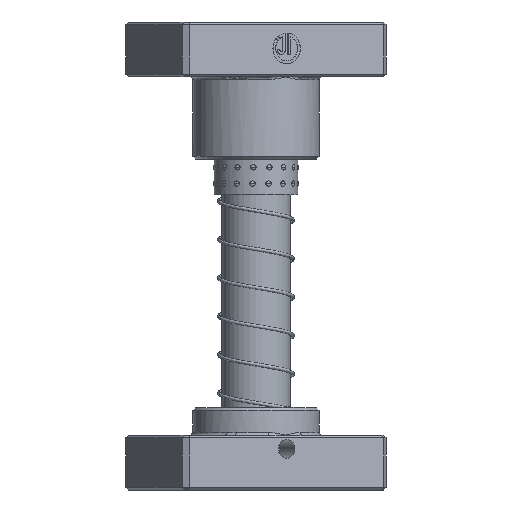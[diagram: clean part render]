
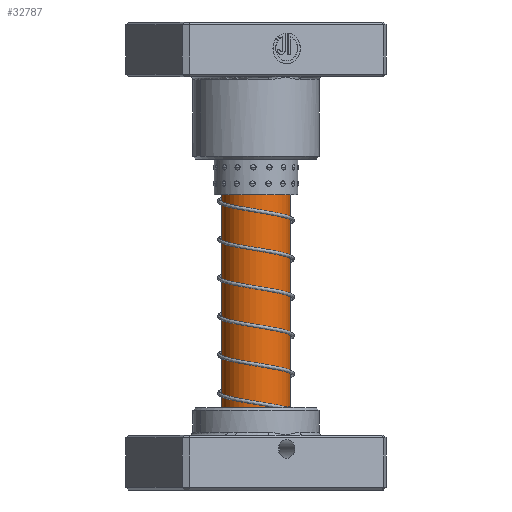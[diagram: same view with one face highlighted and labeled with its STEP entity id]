
A CAD part, front view. The second image highlights one B-rep face of the part: STEP entity #32787.
In plain terms, the highlighted cylindrical face has radius 12.5 mm (diameter 25 mm), a partial arc.
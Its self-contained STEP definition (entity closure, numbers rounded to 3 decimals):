
#245 = EDGE_CURVE ( 'NONE', #32247, #31241, #12506, .T. ) ;
#269 = CIRCLE ( 'NONE', #27322, 12.5 ) ;
#1379 = VERTEX_POINT ( 'NONE', #1718 ) ;
#1718 = CARTESIAN_POINT ( 'NONE',  ( -12.5, 0., 137.5 ) ) ;
#1999 = ORIENTED_EDGE ( 'NONE', *, *, #37381, .F. ) ;
#2329 = CARTESIAN_POINT ( 'NONE',  ( 0., 0., 137.5 ) ) ;
#2636 = DIRECTION ( 'NONE',  ( -1., 0., 0. ) ) ;
#4218 = CIRCLE ( 'NONE', #23599, 12.5 ) ;
#5712 = DIRECTION ( 'NONE',  ( 1., 0., 0. ) ) ;
#5750 = AXIS2_PLACEMENT_3D ( 'NONE', #22748, #42886, #25830 ) ;
#7300 = FACE_OUTER_BOUND ( 'NONE', #23832, .T. ) ;
#7751 = CARTESIAN_POINT ( 'NONE',  ( 12.5, 0., 140. ) ) ;
#8020 = CARTESIAN_POINT ( 'NONE',  ( -12.5, 0., 140. ) ) ;
#8309 = CARTESIAN_POINT ( 'NONE',  ( 12.5, 0., 19. ) ) ;
#9094 = CARTESIAN_POINT ( 'NONE',  ( 12.5, 0., 137.5 ) ) ;
#9323 = CYLINDRICAL_SURFACE ( 'NONE', #5750, 12.5 ) ;
#10342 = EDGE_CURVE ( 'NONE', #1379, #13248, #17181, .T. ) ;
#12506 = LINE ( 'NONE', #7751, #20427 ) ;
#13248 = VERTEX_POINT ( 'NONE', #43097 ) ;
#17181 = LINE ( 'NONE', #8020, #42994 ) ;
#20427 = VECTOR ( 'NONE', #23577, 1000. ) ;
#22748 = CARTESIAN_POINT ( 'NONE',  ( 0., 0., 140. ) ) ;
#22840 = DIRECTION ( 'NONE',  ( 0., 0., -1. ) ) ;
#23577 = DIRECTION ( 'NONE',  ( 0., 0., -1. ) ) ;
#23599 = AXIS2_PLACEMENT_3D ( 'NONE', #42974, #22840, #2636 ) ;
#23832 = EDGE_LOOP ( 'NONE', ( #38993, #27747, #24650, #1999 ) ) ;
#24650 = ORIENTED_EDGE ( 'NONE', *, *, #10342, .T. ) ;
#25830 = DIRECTION ( 'NONE',  ( -1., 0., 0. ) ) ;
#25890 = DIRECTION ( 'NONE',  ( 0., 0., -1. ) ) ;
#27322 = AXIS2_PLACEMENT_3D ( 'NONE', #2329, #25890, #5712 ) ;
#27747 = ORIENTED_EDGE ( 'NONE', *, *, #39272, .T. ) ;
#31241 = VERTEX_POINT ( 'NONE', #8309 ) ;
#32247 = VERTEX_POINT ( 'NONE', #9094 ) ;
#32787 = ADVANCED_FACE ( 'NONE', ( #7300 ), #9323, .T. ) ;
#37381 = EDGE_CURVE ( 'NONE', #31241, #13248, #4218, .T. ) ;
#38993 = ORIENTED_EDGE ( 'NONE', *, *, #245, .F. ) ;
#39272 = EDGE_CURVE ( 'NONE', #32247, #1379, #269, .T. ) ;
#41410 = DIRECTION ( 'NONE',  ( 0., 0., -1. ) ) ;
#42886 = DIRECTION ( 'NONE',  ( 0., 0., -1. ) ) ;
#42974 = CARTESIAN_POINT ( 'NONE',  ( 0., 0., 19. ) ) ;
#42994 = VECTOR ( 'NONE', #41410, 1000. ) ;
#43097 = CARTESIAN_POINT ( 'NONE',  ( -12.5, 0., 19. ) ) ;
